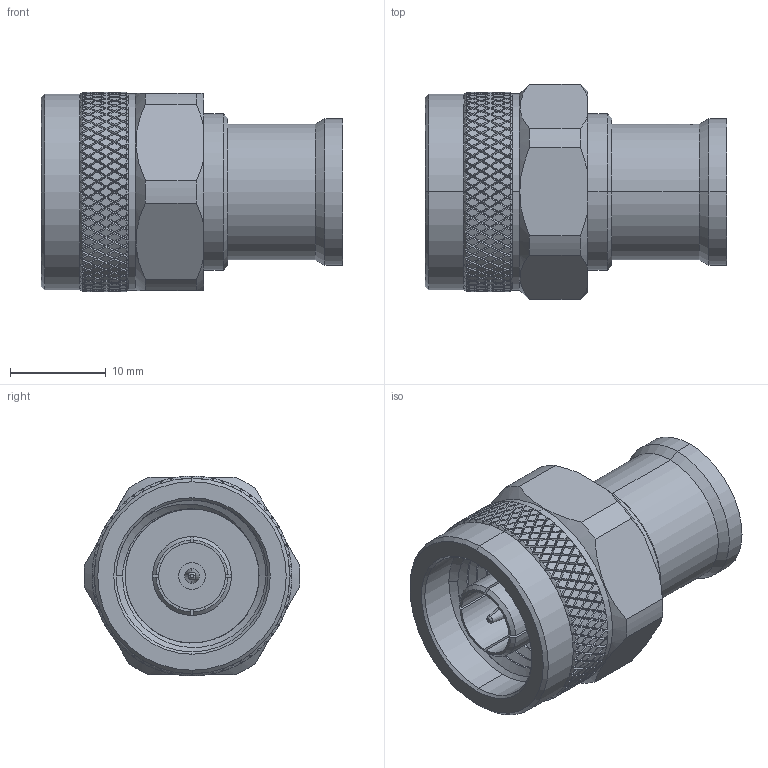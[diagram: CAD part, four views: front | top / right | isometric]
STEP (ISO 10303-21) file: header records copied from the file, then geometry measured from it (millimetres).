
FILE_DESCRIPTION (( 'STEP AP214' ), '1' );
FILE_NAME ('TC-500-NM-LP-LC_3D.STEP', '2021-09-29T15:58:09', ( '' ), ( '' ), 'SwSTEP 2.0', 'SolidWorks 2021', '' );
FILE_SCHEMA (( 'AUTOMOTIVE_DESIGN' ));
Length unit declared in the file: inch
Products named in the file (1): TC-500-NM-LP-LC_3D
Bounding box: 31.6 x 22.59 x 20.92 mm (x, y, z)
Volume: 5150.5 mm3; surface area: 4187.9 mm2
Topology: 1 solids, 1 shells, 1969 faces, 4355 edges, 2394 vertices
Faces by surface type: bspline 1445, cylinder 462, cone 31, plane 31
Entity records: 67822 total; most frequent: CARTESIAN_POINT 40878, ORIENTED_EDGE 8710, EDGE_CURVE 4355, VERTEX_POINT 2394, EDGE_LOOP 1977, ADVANCED_FACE 1969, FACE_OUTER_BOUND 1969, DIRECTION 1846
